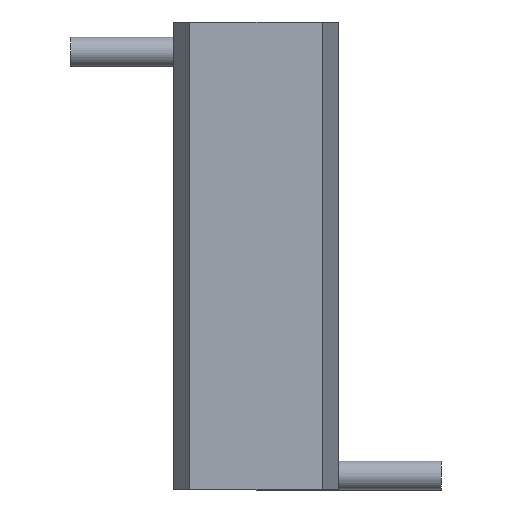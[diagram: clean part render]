
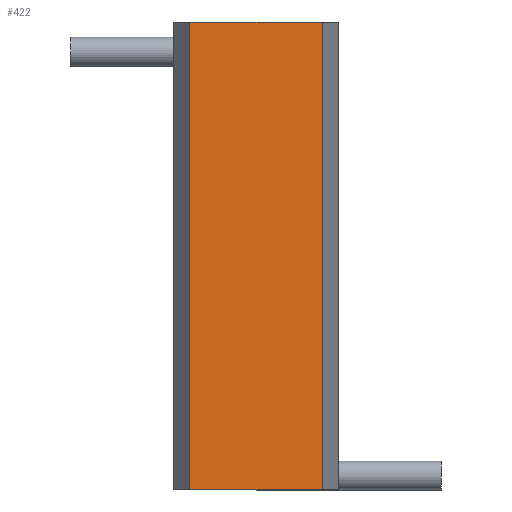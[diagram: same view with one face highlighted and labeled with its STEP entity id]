
A CAD part, top view. The second image highlights one B-rep face of the part: STEP entity #422.
In plain terms, the highlighted face is planar.
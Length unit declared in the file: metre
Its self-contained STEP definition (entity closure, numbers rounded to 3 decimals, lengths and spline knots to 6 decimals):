
#82=ORIENTED_EDGE('',*,*,#148,.T.);
#83=ORIENTED_EDGE('',*,*,#153,.F.);
#84=ORIENTED_EDGE('',*,*,#154,.F.);
#85=ORIENTED_EDGE('',*,*,#150,.T.);
#148=EDGE_CURVE('',#186,#185,#219,.T.);
#150=EDGE_CURVE('',#187,#186,#221,.T.);
#153=EDGE_CURVE('',#188,#185,#224,.T.);
#154=EDGE_CURVE('',#187,#188,#225,.T.);
#185=VERTEX_POINT('',#631);
#186=VERTEX_POINT('',#633);
#187=VERTEX_POINT('',#637);
#188=VERTEX_POINT('',#641);
#219=LINE('',#632,#235);
#221=LINE('',#636,#237);
#224=LINE('',#642,#240);
#225=LINE('',#644,#241);
#235=VECTOR('',#520,1.);
#237=VECTOR('',#524,1.);
#240=VECTOR('',#529,1.);
#241=VECTOR('',#532,1.);
#247=EDGE_LOOP('',(#82,#83,#84,#85));
#297=FACE_BOUND('',#247,.T.);
#347=PLANE('',#462);
#422=ADVANCED_FACE('',(#297),#347,.F.);
#462=AXIS2_PLACEMENT_3D('',#643,#530,#531);
#520=DIRECTION('',(0.,1.,0.));
#524=DIRECTION('',(0.,0.,-1.));
#529=DIRECTION('',(0.,0.,-1.));
#530=DIRECTION('',(-1.,0.,0.));
#531=DIRECTION('',(0.,0.,-1.));
#532=DIRECTION('',(0.,1.,0.));
#631=CARTESIAN_POINT('',(0.000785,0.000572,-0.002055));
#632=CARTESIAN_POINT('',(0.000785,-0.000572,-0.002055));
#633=CARTESIAN_POINT('',(0.000785,-0.000572,-0.002055));
#636=CARTESIAN_POINT('',(0.000785,-0.000572,0.001985));
#637=CARTESIAN_POINT('',(0.000785,-0.000572,0.001985));
#641=CARTESIAN_POINT('',(0.000785,0.000572,0.001985));
#642=CARTESIAN_POINT('',(0.000785,0.000572,0.001985));
#643=CARTESIAN_POINT('',(0.000785,-0.000572,0.001985));
#644=CARTESIAN_POINT('',(0.000785,-0.000572,0.001985));
